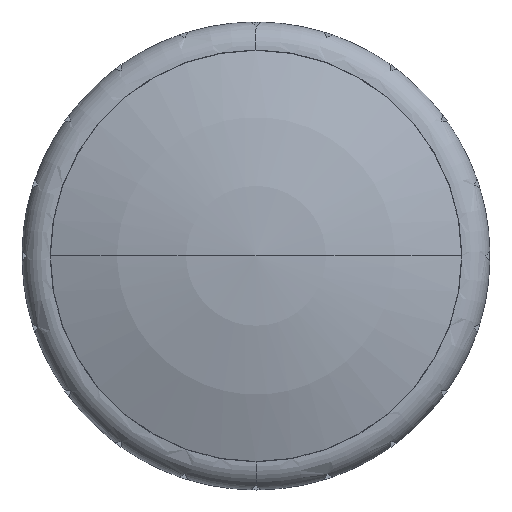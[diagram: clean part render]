
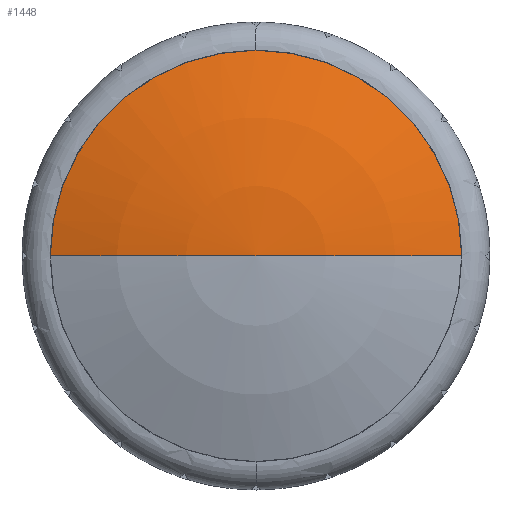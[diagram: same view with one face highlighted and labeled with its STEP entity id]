
A CAD part, top view. The second image highlights one B-rep face of the part: STEP entity #1448.
In plain terms, the highlighted spherical face has radius 31.178 mm.
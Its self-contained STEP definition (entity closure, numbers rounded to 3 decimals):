
#1196=EDGE_CURVE('',#1366,#1278,#2749,.T.);
#1234=EDGE_CURVE('',#1384,#1278,#2788,.T.);
#1278=VERTEX_POINT('',#2834);
#1298=EDGE_CURVE('',#1384,#1366,#2855,.T.);
#1366=VERTEX_POINT('',#2932);
#1384=VERTEX_POINT('',#2953);
#1448=ADVANCED_FACE('',(#3023),#3024,.T.);
#2749=CIRCLE('',#4726,31.178);
#2788=CIRCLE('',#4782,10.987);
#2834=CARTESIAN_POINT('',(-10.987,0.,18.0));
#2855=CIRCLE('',#4904,31.178);
#2932=CARTESIAN_POINT('',(0.0,0.0,20.0));
#2953=CARTESIAN_POINT('',(10.987,0.,18.0));
#3023=FACE_OUTER_BOUND('',#5162,.T.);
#3024=SPHERICAL_SURFACE('',#5163,31.178);
#4726=AXIS2_PLACEMENT_3D('',#7311,#7312,#7313);
#4782=AXIS2_PLACEMENT_3D('',#7345,#7346,#7347);
#4904=AXIS2_PLACEMENT_3D('',#7394,#7395,#7396);
#5162=EDGE_LOOP('',(#7598,#7599,#7600));
#5163=AXIS2_PLACEMENT_3D('',#7601,#7602,#7603);
#7311=CARTESIAN_POINT('',(0.0,0.0,-11.178));
#7312=DIRECTION('',(0.,-1.0,0.0));
#7313=DIRECTION('',(0.0,0.0,1.0));
#7345=CARTESIAN_POINT('',(0.0,0.,18.0));
#7346=DIRECTION('',(0.0,0.,1.0));
#7347=DIRECTION('',(0.0,1.0,0.));
#7394=CARTESIAN_POINT('',(0.0,0.0,-11.178));
#7395=DIRECTION('',(0.,-1.0,0.0));
#7396=DIRECTION('',(0.0,0.0,1.0));
#7598=ORIENTED_EDGE('',*,*,#1298,.F.);
#7599=ORIENTED_EDGE('',*,*,#1234,.T.);
#7600=ORIENTED_EDGE('',*,*,#1196,.F.);
#7601=CARTESIAN_POINT('',(0.0,0.0,-11.178));
#7602=DIRECTION('',(0.0,0.0,1.0));
#7603=DIRECTION('',(1.0,0.0,0.0));
